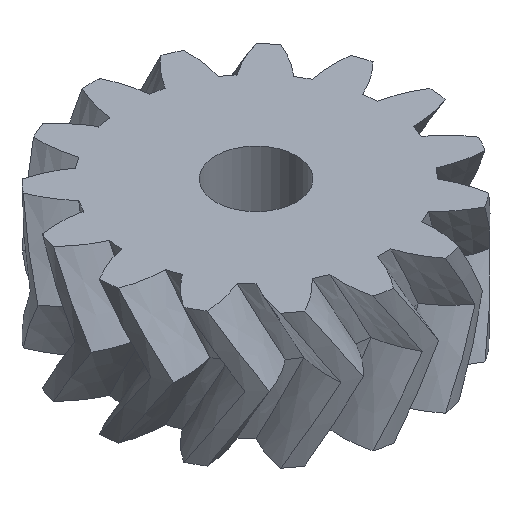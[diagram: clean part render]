
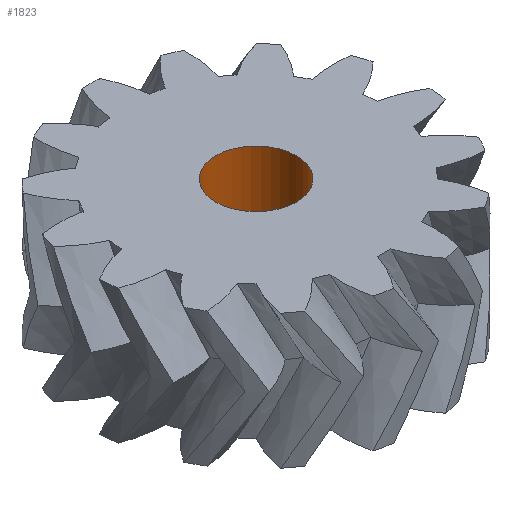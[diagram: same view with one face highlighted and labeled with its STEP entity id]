
A CAD part, isometric view. The second image highlights one B-rep face of the part: STEP entity #1823.
In plain terms, the highlighted cylindrical face has radius 3 mm (diameter 6 mm), a full revolution.
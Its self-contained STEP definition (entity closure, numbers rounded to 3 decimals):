
#380=FACE_OUTER_BOUND('',#496,.T.);
#496=EDGE_LOOP('',(#1209,#1210,#1211,#1212,#1213));
#614=LINE('',#2234,#619);
#619=VECTOR('',#2086,3.);
#636=CIRCLE('',#1976,3.);
#637=CIRCLE('',#1977,3.);
#638=CIRCLE('',#1978,3.);
#685=VERTEX_POINT('',#2229);
#686=VERTEX_POINT('',#2230);
#687=VERTEX_POINT('',#2233);
#888=EDGE_CURVE('',#685,#686,#636,.T.);
#889=EDGE_CURVE('',#686,#685,#637,.T.);
#890=EDGE_CURVE('',#686,#687,#614,.T.);
#891=EDGE_CURVE('',#687,#687,#638,.T.);
#1209=ORIENTED_EDGE('',*,*,#888,.F.);
#1210=ORIENTED_EDGE('',*,*,#889,.F.);
#1211=ORIENTED_EDGE('',*,*,#890,.T.);
#1212=ORIENTED_EDGE('',*,*,#891,.F.);
#1213=ORIENTED_EDGE('',*,*,#890,.F.);
#1799=CYLINDRICAL_SURFACE('',#1975,3.);
#1823=ADVANCED_FACE('',(#380),#1799,.F.);
#1975=AXIS2_PLACEMENT_3D('',#2228,#2080,#2081);
#1976=AXIS2_PLACEMENT_3D('',#2231,#2082,#2083);
#1977=AXIS2_PLACEMENT_3D('',#2232,#2084,#2085);
#1978=AXIS2_PLACEMENT_3D('',#2235,#2087,#2088);
#2080=DIRECTION('center_axis',(0.,0.,1.));
#2081=DIRECTION('ref_axis',(-1.,0.,0.));
#2082=DIRECTION('center_axis',(0.,0.,1.));
#2083=DIRECTION('ref_axis',(-1.,0.,0.));
#2084=DIRECTION('center_axis',(0.,0.,1.));
#2085=DIRECTION('ref_axis',(-1.,0.,0.));
#2086=DIRECTION('',(0.,0.,1.));
#2087=DIRECTION('center_axis',(0.,0.,-1.));
#2088=DIRECTION('ref_axis',(-1.,0.,0.));
#2228=CARTESIAN_POINT('Origin',(0.,0.,0.));
#2229=CARTESIAN_POINT('',(-3.,0.,0.));
#2230=CARTESIAN_POINT('',(3.,0.,0.));
#2231=CARTESIAN_POINT('Origin',(0.,0.,0.));
#2232=CARTESIAN_POINT('Origin',(0.,0.,0.));
#2233=CARTESIAN_POINT('',(3.,0.,10.));
#2234=CARTESIAN_POINT('',(3.,0.,0.));
#2235=CARTESIAN_POINT('Origin',(0.,0.,10.));
